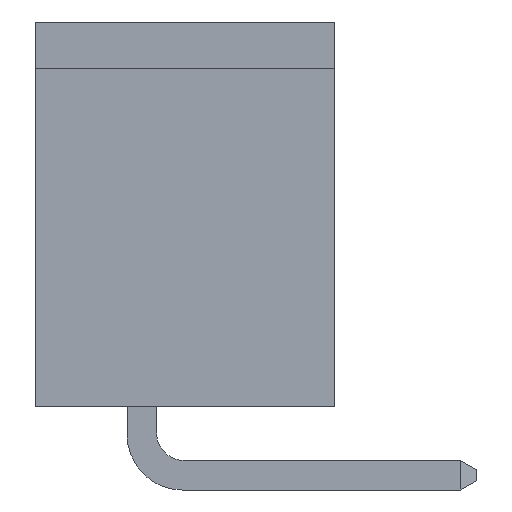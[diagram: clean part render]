
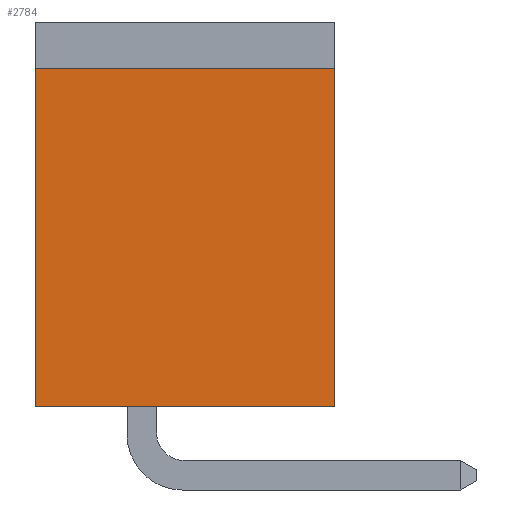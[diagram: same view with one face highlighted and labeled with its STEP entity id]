
A CAD part, left-side view. The second image highlights one B-rep face of the part: STEP entity #2784.
In plain terms, the highlighted planar face has unit normal (-1, 0, 0).
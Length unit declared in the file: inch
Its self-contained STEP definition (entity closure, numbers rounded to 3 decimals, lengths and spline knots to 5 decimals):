
#176 = EDGE_CURVE ( 'NONE', #2946, #600, #2263, .T. ) ;
#256 = FACE_OUTER_BOUND ( 'NONE', #3092, .T. ) ;
#348 = DIRECTION ( 'NONE',  ( 0., 1., 0. ) ) ;
#377 = VECTOR ( 'NONE', #2925, 39.37008 ) ;
#514 = AXIS2_PLACEMENT_3D ( 'NONE', #2822, #2508, #859 ) ;
#600 = VERTEX_POINT ( 'NONE', #1664 ) ;
#741 = EDGE_CURVE ( 'NONE', #2688, #2946, #891, .T. ) ;
#859 = DIRECTION ( 'NONE',  ( 0., 1., 0. ) ) ;
#891 = LINE ( 'NONE', #1208, #3553 ) ;
#906 = DIRECTION ( 'NONE',  ( 0., 0., 1. ) ) ;
#913 = CARTESIAN_POINT ( 'NONE',  ( -0.12795, 0., 0.05906 ) ) ;
#939 = VECTOR ( 'NONE', #2208, 39.37008 ) ;
#1153 = VERTEX_POINT ( 'NONE', #2146 ) ;
#1171 = VECTOR ( 'NONE', #348, 39.37008 ) ;
#1208 = CARTESIAN_POINT ( 'NONE',  ( -0.12795, 0.25591, 0.05906 ) ) ;
#1647 = PLANE ( 'NONE',  #514 ) ;
#1664 = CARTESIAN_POINT ( 'NONE',  ( -0.12795, 0., 0.34843 ) ) ;
#1704 = CARTESIAN_POINT ( 'NONE',  ( -0.12795, -0.0128, 0.34843 ) ) ;
#1768 = ORIENTED_EDGE ( 'NONE', *, *, #1814, .T. ) ;
#1814 = EDGE_CURVE ( 'NONE', #1153, #600, #2907, .T. ) ;
#2016 = CARTESIAN_POINT ( 'NONE',  ( -0.12795, 0., 0.05906 ) ) ;
#2021 = ORIENTED_EDGE ( 'NONE', *, *, #176, .F. ) ;
#2146 = CARTESIAN_POINT ( 'NONE',  ( -0.12795, 0., 0.05906 ) ) ;
#2208 = DIRECTION ( 'NONE',  ( 0., -1., 0. ) ) ;
#2263 = LINE ( 'NONE', #1704, #939 ) ;
#2404 = CARTESIAN_POINT ( 'NONE',  ( -0.12795, 0.25591, 0.05906 ) ) ;
#2508 = DIRECTION ( 'NONE',  ( -1., 0., 0. ) ) ;
#2599 = EDGE_CURVE ( 'NONE', #1153, #2688, #2895, .T. ) ;
#2688 = VERTEX_POINT ( 'NONE', #2404 ) ;
#2769 = CARTESIAN_POINT ( 'NONE',  ( -0.12795, 0.25591, 0.34843 ) ) ;
#2784 = ADVANCED_FACE ( 'NONE', ( #256 ), #1647, .T. ) ;
#2822 = CARTESIAN_POINT ( 'NONE',  ( -0.12795, -0.0128, 0.04262 ) ) ;
#2827 = ORIENTED_EDGE ( 'NONE', *, *, #2599, .F. ) ;
#2895 = LINE ( 'NONE', #913, #1171 ) ;
#2907 = LINE ( 'NONE', #2016, #377 ) ;
#2925 = DIRECTION ( 'NONE',  ( 0., 0., 1. ) ) ;
#2946 = VERTEX_POINT ( 'NONE', #2769 ) ;
#3092 = EDGE_LOOP ( 'NONE', ( #1768, #2021, #3220, #2827 ) ) ;
#3220 = ORIENTED_EDGE ( 'NONE', *, *, #741, .F. ) ;
#3553 = VECTOR ( 'NONE', #906, 39.37008 ) ;
